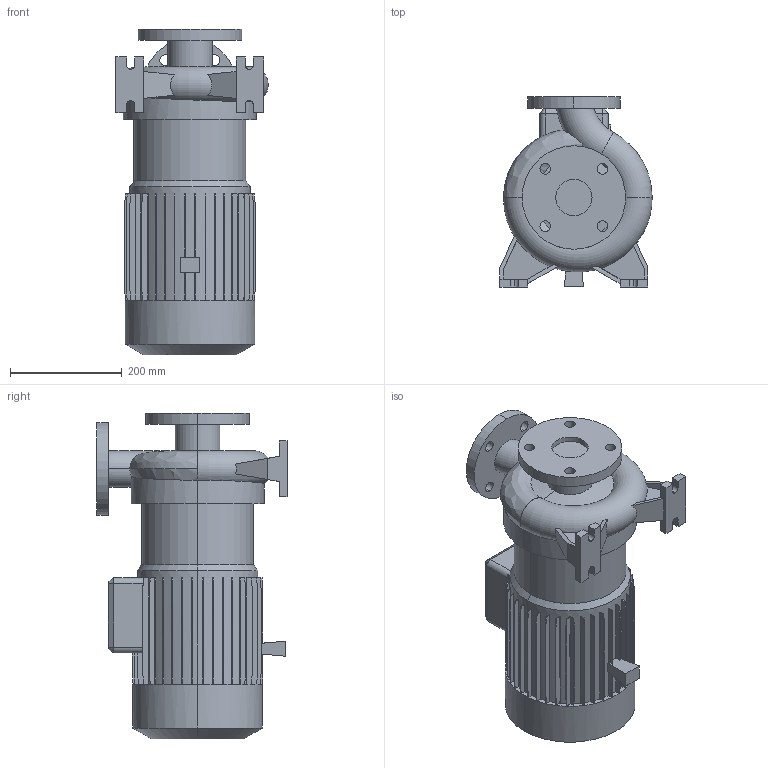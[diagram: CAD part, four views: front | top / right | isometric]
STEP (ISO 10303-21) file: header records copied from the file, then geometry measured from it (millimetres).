
FILE_DESCRIPTION (( 'STEP AP214' ), '1' );
FILE_NAME ('10008452swp01.step', '2021-04-30T15:53:39', ( '' ), ( '' ), 'SwSTEP 2.0', 'SolidWorks 2019', '' );
FILE_SCHEMA (( 'AUTOMOTIVE_DESIGN' ));
Length unit declared in the file: millimetre
Products named in the file (1): 10008452swp01
Bounding box: 272.5 x 340 x 583 mm (x, y, z)
Volume: 21985264.9 mm3; surface area: 804863.2 mm2
Topology: 1 solids, 1 shells, 385 faces, 1109 edges, 735 vertices
Faces by surface type: plane 316, cylinder 52, cone 10, torus 5, bspline 2
Entity records: 13968 total; most frequent: CARTESIAN_POINT 3725, ORIENTED_EDGE 2218, DIRECTION 2010, EDGE_CURVE 1109, VECTOR 874, LINE 874, VERTEX_POINT 735, AXIS2_PLACEMENT_3D 568
